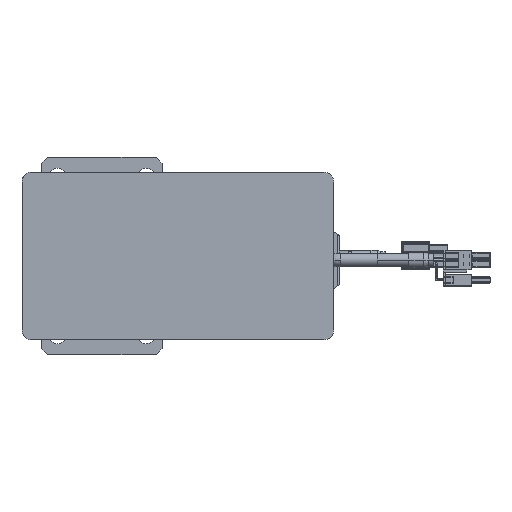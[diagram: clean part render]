
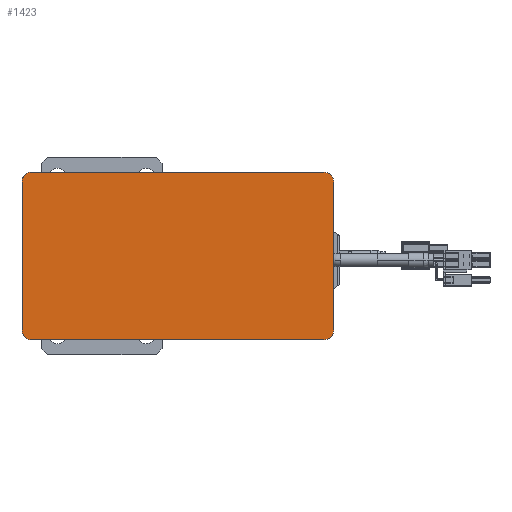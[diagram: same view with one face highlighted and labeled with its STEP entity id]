
A CAD part, front view. The second image highlights one B-rep face of the part: STEP entity #1423.
In plain terms, the highlighted face is planar.
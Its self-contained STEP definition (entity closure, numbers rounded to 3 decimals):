
#1423 = ADVANCED_FACE ( 'NONE', ( #3789 ), #40478, .T. ) ;
#1808 = DIRECTION ( 'NONE',  ( 0., 0., -1. ) ) ;
#1879 = VECTOR ( 'NONE', #33889, 1000. ) ;
#2809 = CIRCLE ( 'NONE', #29640, 5. ) ;
#2946 = ORIENTED_EDGE ( 'NONE', *, *, #25049, .T. ) ;
#3062 = VERTEX_POINT ( 'NONE', #4839 ) ;
#3709 = LINE ( 'NONE', #31115, #27568 ) ;
#3789 = FACE_OUTER_BOUND ( 'NONE', #5115, .T. ) ;
#4100 = ORIENTED_EDGE ( 'NONE', *, *, #12324, .T. ) ;
#4345 = DIRECTION ( 'NONE',  ( 0., 0., -1. ) ) ;
#4839 = CARTESIAN_POINT ( 'NONE',  ( -42.5, 112.5, -83. ) ) ;
#5115 = EDGE_LOOP ( 'NONE', ( #2946, #30961, #4100, #8446, #42574, #27652, #17052, #9060 ) ) ;
#7475 = CARTESIAN_POINT ( 'NONE',  ( 37.5, -40.5, -83. ) ) ;
#7745 = DIRECTION ( 'NONE',  ( 0., 0., -1. ) ) ;
#7901 = AXIS2_PLACEMENT_3D ( 'NONE', #17808, #4345, #40381 ) ;
#8141 = EDGE_CURVE ( 'NONE', #10379, #40074, #24511, .T. ) ;
#8311 = AXIS2_PLACEMENT_3D ( 'NONE', #32102, #1808, #28784 ) ;
#8446 = ORIENTED_EDGE ( 'NONE', *, *, #35479, .T. ) ;
#8964 = CARTESIAN_POINT ( 'NONE',  ( -42.5, -35.5, -83. ) ) ;
#9060 = ORIENTED_EDGE ( 'NONE', *, *, #27051, .T. ) ;
#10370 = LINE ( 'NONE', #7475, #25426 ) ;
#10379 = VERTEX_POINT ( 'NONE', #40802 ) ;
#12188 = AXIS2_PLACEMENT_3D ( 'NONE', #17274, #7745, #27445 ) ;
#12324 = EDGE_CURVE ( 'NONE', #3062, #39627, #35390, .T. ) ;
#12599 = CARTESIAN_POINT ( 'NONE',  ( 42.5, -35.5, -83. ) ) ;
#13358 = LINE ( 'NONE', #34112, #1879 ) ;
#15164 = CARTESIAN_POINT ( 'NONE',  ( -42.5, -35.5, -83. ) ) ;
#17052 = ORIENTED_EDGE ( 'NONE', *, *, #39680, .T. ) ;
#17274 = CARTESIAN_POINT ( 'NONE',  ( -37.5, -35.5, -83. ) ) ;
#17808 = CARTESIAN_POINT ( 'NONE',  ( -37.5, 112.5, -83. ) ) ;
#18241 = VERTEX_POINT ( 'NONE', #39681 ) ;
#18391 = VECTOR ( 'NONE', #36133, 1000. ) ;
#19162 = EDGE_CURVE ( 'NONE', #40074, #24375, #3709, .T. ) ;
#19324 = LINE ( 'NONE', #8964, #18391 ) ;
#20505 = DIRECTION ( 'NONE',  ( -1., 0., 0. ) ) ;
#20829 = CARTESIAN_POINT ( 'NONE',  ( -37.5, 117.5, -83. ) ) ;
#21163 = EDGE_CURVE ( 'NONE', #31469, #3062, #19324, .T. ) ;
#21896 = CARTESIAN_POINT ( 'NONE',  ( 37.5, -40.5, -83. ) ) ;
#22197 = CARTESIAN_POINT ( 'NONE',  ( -37.5, -35.5, -83. ) ) ;
#23504 = CIRCLE ( 'NONE', #35500, 5. ) ;
#24244 = DIRECTION ( 'NONE',  ( 0., -1., 0. ) ) ;
#24375 = VERTEX_POINT ( 'NONE', #12599 ) ;
#24511 = CIRCLE ( 'NONE', #8311, 5. ) ;
#25049 = EDGE_CURVE ( 'NONE', #18241, #31469, #2809, .T. ) ;
#25426 = VECTOR ( 'NONE', #20505, 1000. ) ;
#27051 = EDGE_CURVE ( 'NONE', #33690, #18241, #10370, .T. ) ;
#27445 = DIRECTION ( 'NONE',  ( -1., 0., 0. ) ) ;
#27568 = VECTOR ( 'NONE', #24244, 1000. ) ;
#27652 = ORIENTED_EDGE ( 'NONE', *, *, #19162, .T. ) ;
#28784 = DIRECTION ( 'NONE',  ( -1., 0., 0. ) ) ;
#29640 = AXIS2_PLACEMENT_3D ( 'NONE', #22197, #35701, #38126 ) ;
#30961 = ORIENTED_EDGE ( 'NONE', *, *, #21163, .T. ) ;
#31115 = CARTESIAN_POINT ( 'NONE',  ( 42.5, 112.5, -83. ) ) ;
#31469 = VERTEX_POINT ( 'NONE', #15164 ) ;
#32102 = CARTESIAN_POINT ( 'NONE',  ( 37.5, 112.5, -83. ) ) ;
#33690 = VERTEX_POINT ( 'NONE', #21896 ) ;
#33889 = DIRECTION ( 'NONE',  ( 1., 0., 0. ) ) ;
#34112 = CARTESIAN_POINT ( 'NONE',  ( -37.5, 117.5, -83. ) ) ;
#35390 = CIRCLE ( 'NONE', #7901, 5. ) ;
#35479 = EDGE_CURVE ( 'NONE', #39627, #10379, #13358, .T. ) ;
#35500 = AXIS2_PLACEMENT_3D ( 'NONE', #36291, #39382, #42052 ) ;
#35701 = DIRECTION ( 'NONE',  ( 0., 0., -1. ) ) ;
#36133 = DIRECTION ( 'NONE',  ( 0., 1., 0. ) ) ;
#36291 = CARTESIAN_POINT ( 'NONE',  ( 37.5, -35.5, -83. ) ) ;
#38126 = DIRECTION ( 'NONE',  ( -1., 0., 0. ) ) ;
#39382 = DIRECTION ( 'NONE',  ( 0., 0., -1. ) ) ;
#39627 = VERTEX_POINT ( 'NONE', #20829 ) ;
#39680 = EDGE_CURVE ( 'NONE', #24375, #33690, #23504, .T. ) ;
#39681 = CARTESIAN_POINT ( 'NONE',  ( -37.5, -40.5, -83. ) ) ;
#40074 = VERTEX_POINT ( 'NONE', #42222 ) ;
#40381 = DIRECTION ( 'NONE',  ( -1., 0., 0. ) ) ;
#40478 = PLANE ( 'NONE',  #12188 ) ;
#40802 = CARTESIAN_POINT ( 'NONE',  ( 37.5, 117.5, -83. ) ) ;
#42052 = DIRECTION ( 'NONE',  ( -1., 0., 0. ) ) ;
#42222 = CARTESIAN_POINT ( 'NONE',  ( 42.5, 112.5, -83. ) ) ;
#42574 = ORIENTED_EDGE ( 'NONE', *, *, #8141, .T. ) ;
